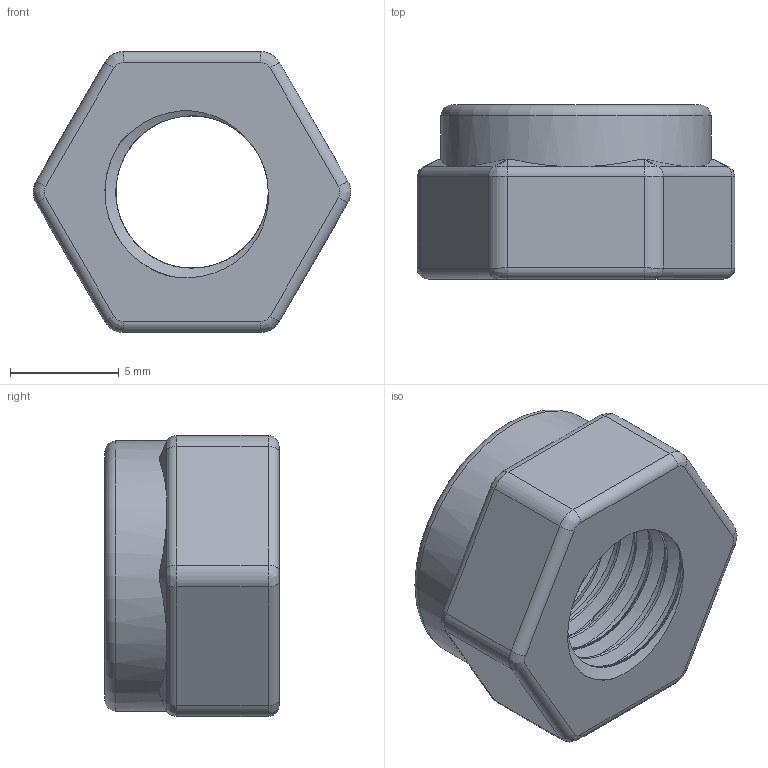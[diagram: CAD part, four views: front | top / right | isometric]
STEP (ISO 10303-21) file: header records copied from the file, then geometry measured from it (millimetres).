
FILE_DESCRIPTION(/* description */ (''),/* implementation_level */ '2;1');
FILE_NAME(/* name */ 'M8 Nylon Lock Nut DIN928.step',/* time_stamp */ '2018-04-03T15:13:25+02:00',/* author */ (''),/* organization */ (''),/* preprocessor_version */ 'ST-DEVELOPER v16.13',/* originating_system */ 'Autodesk Translation Framework v6.5.0.72',/* authorisation */ '');
FILE_SCHEMA (('AUTOMOTIVE_DESIGN { 1 0 10303 214 3 1 1 }'));
Length unit declared in the file: millimetre
Products named in the file (5): M8 Nylon Lock Nut DIN928; M8 Nylon ring; Component6; Mi8 Nut; Mi8 Nut (1)
Assembly tree (4 placements, depth 3):
  M8 Nylon Lock Nut DIN928
    M8 Nylon ring
      Component6
    Mi8 Nut
      Mi8 Nut (1)
Bounding box: 14.59 x 8 x 12.9 mm (x, y, z)
Volume: 743.1 mm3; surface area: 988.4 mm2
Topology: 2 solids, 2 shells, 87 faces, 204 edges, 116 vertices
Faces by surface type: cylinder 36, plane 29, bspline 14, cone 7, torus 1
Full cylindrical faces by diameter (mm): 7 x7, 8 x5, 10 x2, 12.4 x1
Entity records: 3506 total; most frequent: CARTESIAN_POINT 1479, DIRECTION 411, ORIENTED_EDGE 396, EDGE_CURVE 198, AXIS2_PLACEMENT_3D 164, VERTEX_POINT 116, EDGE_LOOP 92, FACE_OUTER_BOUND 87
